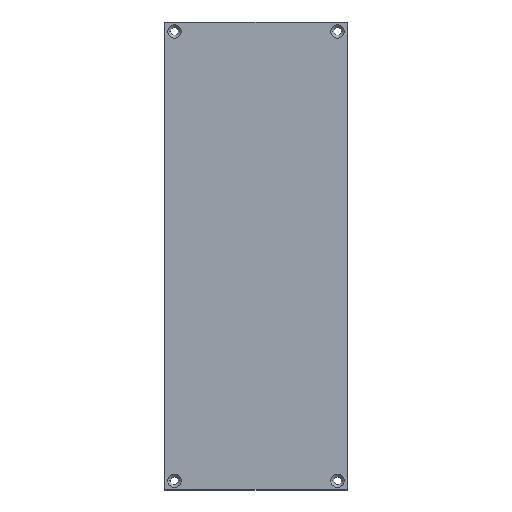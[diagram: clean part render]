
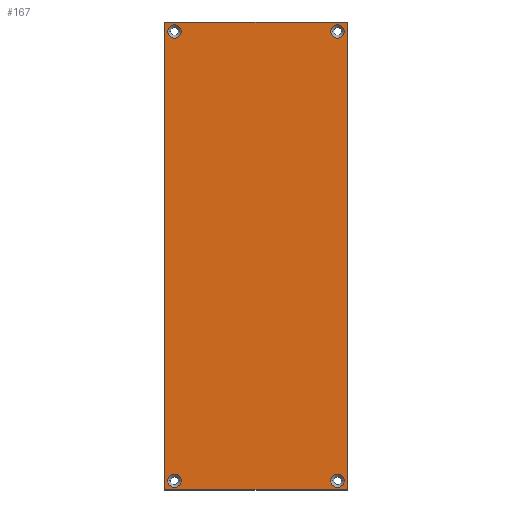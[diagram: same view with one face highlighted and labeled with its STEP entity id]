
A CAD part, top view. The second image highlights one B-rep face of the part: STEP entity #167.
In plain terms, the highlighted planar face has unit normal (0, 0, 1).
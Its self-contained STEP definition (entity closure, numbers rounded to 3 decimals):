
#3 = CARTESIAN_POINT ( 'NONE',  ( 0.797, 2.562, 1. ) ) ;
#4 = EDGE_LOOP ( 'NONE', ( #195, #435 ) ) ;
#5 = DIRECTION ( 'NONE',  ( 0., -1., 0. ) ) ;
#11 = AXIS2_PLACEMENT_3D ( 'NONE', #251, #97, #697 ) ;
#12 = DIRECTION ( 'NONE',  ( 0., 0., 1. ) ) ;
#14 = AXIS2_PLACEMENT_3D ( 'NONE', #331, #12, #391 ) ;
#18 = FACE_BOUND ( 'NONE', #443, .T. ) ;
#45 = CARTESIAN_POINT ( 'NONE',  ( 48.123, 2.562, 1. ) ) ;
#53 = ORIENTED_EDGE ( 'NONE', *, *, #78, .T. ) ;
#55 = AXIS2_PLACEMENT_3D ( 'NONE', #389, #328, #552 ) ;
#56 = LINE ( 'NONE', #257, #652 ) ;
#58 = CARTESIAN_POINT ( 'NONE',  ( 48.122, 127.703, 1. ) ) ;
#59 = ORIENTED_EDGE ( 'NONE', *, *, #366, .F. ) ;
#65 = VERTEX_POINT ( 'NONE', #250 ) ;
#66 = CIRCLE ( 'NONE', #499, 1.875 ) ;
#72 = FACE_BOUND ( 'NONE', #4, .T. ) ;
#76 = EDGE_LOOP ( 'NONE', ( #293, #53, #226, #274 ) ) ;
#78 = EDGE_CURVE ( 'NONE', #156, #340, #56, .T. ) ;
#79 = CARTESIAN_POINT ( 'NONE',  ( 50.8, 130.33, 1. ) ) ;
#87 = EDGE_CURVE ( 'NONE', #243, #332, #376, .T. ) ;
#92 = CARTESIAN_POINT ( 'NONE',  ( 0., 0., 1. ) ) ;
#97 = DIRECTION ( 'NONE',  ( 0., 0., 1. ) ) ;
#102 = DIRECTION ( 'NONE',  ( 1., 0., 0. ) ) ;
#105 = DIRECTION ( 'NONE',  ( 1., 0., 0. ) ) ;
#107 = DIRECTION ( 'NONE',  ( 1., 0., 0. ) ) ;
#115 = VERTEX_POINT ( 'NONE', #439 ) ;
#119 = PLANE ( 'NONE',  #55 ) ;
#121 = VERTEX_POINT ( 'NONE', #493 ) ;
#128 = CIRCLE ( 'NONE', #11, 1.875 ) ;
#130 = CIRCLE ( 'NONE', #510, 1.875 ) ;
#132 = CARTESIAN_POINT ( 'NONE',  ( 49.998, 2.562, 1. ) ) ;
#134 = EDGE_CURVE ( 'NONE', #115, #521, #661, .T. ) ;
#144 = CARTESIAN_POINT ( 'NONE',  ( 50.8, 130.33, 1. ) ) ;
#153 = AXIS2_PLACEMENT_3D ( 'NONE', #678, #505, #236 ) ;
#155 = EDGE_CURVE ( 'NONE', #121, #582, #626, .T. ) ;
#156 = VERTEX_POINT ( 'NONE', #433 ) ;
#160 = ORIENTED_EDGE ( 'NONE', *, *, #286, .F. ) ;
#167 = ADVANCED_FACE ( 'NONE', ( #18, #72, #176, #169, #604 ), #119, .T. ) ;
#169 = FACE_BOUND ( 'NONE', #572, .T. ) ;
#176 = FACE_BOUND ( 'NONE', #390, .T. ) ;
#182 = LINE ( 'NONE', #79, #477 ) ;
#195 = ORIENTED_EDGE ( 'NONE', *, *, #355, .F. ) ;
#203 = ORIENTED_EDGE ( 'NONE', *, *, #87, .F. ) ;
#211 = EDGE_CURVE ( 'NONE', #526, #254, #341, .T. ) ;
#223 = DIRECTION ( 'NONE',  ( 1., 0., 0. ) ) ;
#226 = ORIENTED_EDGE ( 'NONE', *, *, #417, .T. ) ;
#236 = DIRECTION ( 'NONE',  ( 1., 0., 0. ) ) ;
#243 = VERTEX_POINT ( 'NONE', #484 ) ;
#250 = CARTESIAN_POINT ( 'NONE',  ( 4.547, 2.562, 1. ) ) ;
#251 = CARTESIAN_POINT ( 'NONE',  ( 2.672, 2.562, 1. ) ) ;
#254 = VERTEX_POINT ( 'NONE', #622 ) ;
#257 = CARTESIAN_POINT ( 'NONE',  ( 0., 130.33, 1. ) ) ;
#266 = VECTOR ( 'NONE', #495, 1000. ) ;
#274 = ORIENTED_EDGE ( 'NONE', *, *, #134, .T. ) ;
#283 = DIRECTION ( 'NONE',  ( -1., 0., 0. ) ) ;
#286 = EDGE_CURVE ( 'NONE', #582, #121, #466, .T. ) ;
#293 = ORIENTED_EDGE ( 'NONE', *, *, #619, .T. ) ;
#299 = DIRECTION ( 'NONE',  ( 0., 0., 1. ) ) ;
#318 = CARTESIAN_POINT ( 'NONE',  ( 48.122, 127.703, 1. ) ) ;
#328 = DIRECTION ( 'NONE',  ( 0., 0., 1. ) ) ;
#331 = CARTESIAN_POINT ( 'NONE',  ( 48.123, 2.562, 1. ) ) ;
#332 = VERTEX_POINT ( 'NONE', #561 ) ;
#339 = AXIS2_PLACEMENT_3D ( 'NONE', #318, #541, #632 ) ;
#340 = VERTEX_POINT ( 'NONE', #472 ) ;
#341 = CIRCLE ( 'NONE', #14, 1.875 ) ;
#355 = EDGE_CURVE ( 'NONE', #65, #660, #422, .T. ) ;
#359 = DIRECTION ( 'NONE',  ( 0., 0., 1. ) ) ;
#366 = EDGE_CURVE ( 'NONE', #254, #526, #130, .T. ) ;
#376 = CIRCLE ( 'NONE', #339, 1.875 ) ;
#383 = DIRECTION ( 'NONE',  ( 0., 0., 1. ) ) ;
#386 = ORIENTED_EDGE ( 'NONE', *, *, #211, .F. ) ;
#389 = CARTESIAN_POINT ( 'NONE',  ( 0., 0., 1. ) ) ;
#390 = EDGE_LOOP ( 'NONE', ( #386, #59 ) ) ;
#391 = DIRECTION ( 'NONE',  ( 1., 0., 0. ) ) ;
#417 = EDGE_CURVE ( 'NONE', #340, #115, #530, .T. ) ;
#422 = CIRCLE ( 'NONE', #432, 1.875 ) ;
#432 = AXIS2_PLACEMENT_3D ( 'NONE', #694, #359, #102 ) ;
#433 = CARTESIAN_POINT ( 'NONE',  ( 0., 130.33, 1. ) ) ;
#435 = ORIENTED_EDGE ( 'NONE', *, *, #659, .F. ) ;
#439 = CARTESIAN_POINT ( 'NONE',  ( 50.8, 0., 1. ) ) ;
#443 = EDGE_LOOP ( 'NONE', ( #498, #203 ) ) ;
#464 = DIRECTION ( 'NONE',  ( 1., 0., 0. ) ) ;
#466 = CIRCLE ( 'NONE', #153, 1.875 ) ;
#467 = DIRECTION ( 'NONE',  ( 0., 0., 1. ) ) ;
#472 = CARTESIAN_POINT ( 'NONE',  ( 0., 0., 1. ) ) ;
#477 = VECTOR ( 'NONE', #283, 1000. ) ;
#480 = VECTOR ( 'NONE', #105, 1000. ) ;
#484 = CARTESIAN_POINT ( 'NONE',  ( 46.247, 127.703, 1. ) ) ;
#493 = CARTESIAN_POINT ( 'NONE',  ( 4.547, 127.703, 1. ) ) ;
#495 = DIRECTION ( 'NONE',  ( 0., 1., 0. ) ) ;
#498 = ORIENTED_EDGE ( 'NONE', *, *, #655, .F. ) ;
#499 = AXIS2_PLACEMENT_3D ( 'NONE', #58, #467, #107 ) ;
#505 = DIRECTION ( 'NONE',  ( 0., 0., 1. ) ) ;
#510 = AXIS2_PLACEMENT_3D ( 'NONE', #45, #299, #464 ) ;
#515 = CARTESIAN_POINT ( 'NONE',  ( 0.797, 127.703, 1. ) ) ;
#521 = VERTEX_POINT ( 'NONE', #144 ) ;
#526 = VERTEX_POINT ( 'NONE', #132 ) ;
#530 = LINE ( 'NONE', #92, #480 ) ;
#532 = ORIENTED_EDGE ( 'NONE', *, *, #155, .F. ) ;
#541 = DIRECTION ( 'NONE',  ( 0., 0., 1. ) ) ;
#552 = DIRECTION ( 'NONE',  ( 1., 0., 0. ) ) ;
#561 = CARTESIAN_POINT ( 'NONE',  ( 49.997, 127.703, 1. ) ) ;
#572 = EDGE_LOOP ( 'NONE', ( #532, #160 ) ) ;
#582 = VERTEX_POINT ( 'NONE', #515 ) ;
#599 = CARTESIAN_POINT ( 'NONE',  ( 50.8, 0., 1. ) ) ;
#604 = FACE_OUTER_BOUND ( 'NONE', #76, .T. ) ;
#619 = EDGE_CURVE ( 'NONE', #521, #156, #182, .T. ) ;
#622 = CARTESIAN_POINT ( 'NONE',  ( 46.248, 2.563, 1. ) ) ;
#626 = CIRCLE ( 'NONE', #676, 1.875 ) ;
#632 = DIRECTION ( 'NONE',  ( 1., 0., 0. ) ) ;
#652 = VECTOR ( 'NONE', #5, 1000. ) ;
#655 = EDGE_CURVE ( 'NONE', #332, #243, #66, .T. ) ;
#659 = EDGE_CURVE ( 'NONE', #660, #65, #128, .T. ) ;
#660 = VERTEX_POINT ( 'NONE', #3 ) ;
#661 = LINE ( 'NONE', #599, #266 ) ;
#665 = CARTESIAN_POINT ( 'NONE',  ( 2.672, 127.703, 1. ) ) ;
#676 = AXIS2_PLACEMENT_3D ( 'NONE', #665, #383, #223 ) ;
#678 = CARTESIAN_POINT ( 'NONE',  ( 2.672, 127.703, 1. ) ) ;
#694 = CARTESIAN_POINT ( 'NONE',  ( 2.672, 2.562, 1. ) ) ;
#697 = DIRECTION ( 'NONE',  ( 1., 0., 0. ) ) ;
